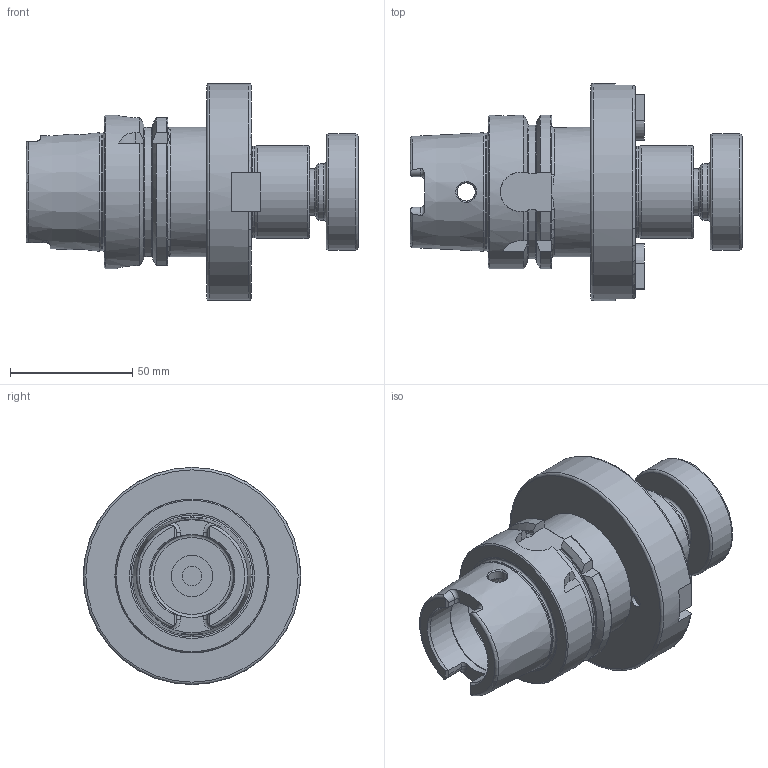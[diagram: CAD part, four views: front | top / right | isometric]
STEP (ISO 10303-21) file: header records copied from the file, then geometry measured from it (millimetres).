
FILE_DESCRIPTION(/* description */ (''),/* implementation_level */ '2;1');
FILE_NAME(/* name */ 'EQ105C.stp',/* time_stamp */ '2025-01-22T12:04:31+09:00',/* author */ ('YSH'),/* organization */ (''),/* preprocessor_version */ 'ST-DEVELOPER v20',/* originating_system */ 'Autodesk Inventor 2025',/* authorisation */ '');
FILE_SCHEMA (('AUTOMOTIVE_DESIGN { 1 0 10303 214 3 1 1 }'));
Products named in the file (5): LO-HSK63A-SMA38.1C-60.2; LO-HSK63A-SMA38.1C-60.2_1; COLLAR BOLT-UNF3_4-16x47L; ANSI B18.3 - 1/4 - 20 UNC - 1/2 HS HCS; SMA27-DRIV EKEY-SECO
Assembly tree (4 placements, depth 2):
  LO-HSK63A-SMA38.1C-60.2
    LO-HSK63A-SMA38.1C-60.2_1
    COLLAR BOLT-UNF3_4-16x47L
    SMA27-DRIV EKEY-SECO  x2
  ANSI B18.3 - 1/4 - 20 UNC - 1/2 HS HCS
Bounding box: 135.93 x 88.9 x 88.9 mm (x, y, z)
Volume: 274948.6 mm3; surface area: 59791.7 mm2
Topology: 6 solids, 6 shells, 225 faces, 573 edges, 368 vertices
Faces by surface type: plane 97, cylinder 58, torus 38, cone 26, bspline 6
Full cylindrical faces by diameter (mm): 3 x4, 4.978 x2, 6.35 x2, 6.6 x2, 7.5 x2, 8 x1, 9.525 x2, 10 x1, 10.3 x2, 15.875 x1, 16.917 x1, 17.323 x1, 19 x1, 19.05 x1, 23 x1, 23.5 x1, 34 x2, 37.5 x1, 38.1 x1, 40 x1, 47.7 x1, 48.041 x1, 53 x1, 63 x1, 88.9 x1
Entity records: 7200 total; most frequent: CARTESIAN_POINT 2113, DIRECTION 1057, ORIENTED_EDGE 1018, EDGE_CURVE 509, AXIS2_PLACEMENT_3D 429, VERTEX_POINT 332, EDGE_LOOP 229, CIRCLE 215
